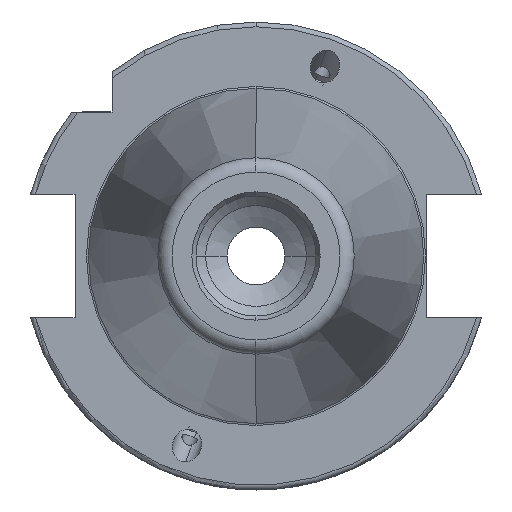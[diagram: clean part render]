
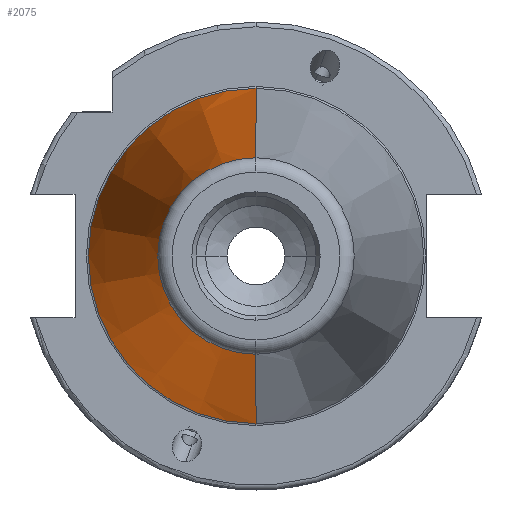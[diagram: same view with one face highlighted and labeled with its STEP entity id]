
A CAD part, left-side view. The second image highlights one B-rep face of the part: STEP entity #2075.
In plain terms, the highlighted conical face has half-angle 8.297 degrees and reference radius 34.925 mm.
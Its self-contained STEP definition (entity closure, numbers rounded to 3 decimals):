
#83 = VERTEX_POINT ( 'NONE', #1461 ) ;
#742 = CARTESIAN_POINT ( 'NONE',  ( -99.183, 0., 0. ) ) ;
#745 = DIRECTION ( 'NONE',  ( 0.99, 0.144, 0. ) ) ;
#884 = ORIENTED_EDGE ( 'NONE', *, *, #8648, .T. ) ;
#1112 = ORIENTED_EDGE ( 'NONE', *, *, #4575, .F. ) ;
#1243 = DIRECTION ( 'NONE',  ( 0.99, -0.144, 0. ) ) ;
#1303 = LINE ( 'NONE', #8386, #5023 ) ;
#1449 = LINE ( 'NONE', #5535, #4140 ) ;
#1461 = CARTESIAN_POINT ( 'NONE',  ( 0., 34.925, 0. ) ) ;
#1617 = EDGE_CURVE ( 'NONE', #7965, #2849, #1303, .T. ) ;
#1653 = DIRECTION ( 'NONE',  ( 0., -1., 0. ) ) ;
#2075 = ADVANCED_FACE ( 'NONE', ( #5620 ), #9593, .T. ) ;
#2248 = CIRCLE ( 'NONE', #3578, 34.925 ) ;
#2849 = VERTEX_POINT ( 'NONE', #4612 ) ;
#3396 = ORIENTED_EDGE ( 'NONE', *, *, #1617, .T. ) ;
#3578 = AXIS2_PLACEMENT_3D ( 'NONE', #6377, #9571, #1653 ) ;
#3937 = AXIS2_PLACEMENT_3D ( 'NONE', #8757, #6350, #8032 ) ;
#4140 = VECTOR ( 'NONE', #745, 1000. ) ;
#4417 = CARTESIAN_POINT ( 'NONE',  ( -99.183, 20.461, 0. ) ) ;
#4575 = EDGE_CURVE ( 'NONE', #5446, #83, #1449, .T. ) ;
#4612 = CARTESIAN_POINT ( 'NONE',  ( 0., -34.925, 0. ) ) ;
#5023 = VECTOR ( 'NONE', #1243, 1000. ) ;
#5098 = DIRECTION ( 'NONE',  ( -1., 0., 0. ) ) ;
#5165 = CIRCLE ( 'NONE', #10177, 20.461 ) ;
#5319 = CARTESIAN_POINT ( 'NONE',  ( -99.183, -20.461, 0. ) ) ;
#5446 = VERTEX_POINT ( 'NONE', #4417 ) ;
#5535 = CARTESIAN_POINT ( 'NONE',  ( 0., 34.925, 0. ) ) ;
#5620 = FACE_OUTER_BOUND ( 'NONE', #9789, .T. ) ;
#6350 = DIRECTION ( 'NONE',  ( 1., 0., 0. ) ) ;
#6377 = CARTESIAN_POINT ( 'NONE',  ( 0., 0., 0. ) ) ;
#6783 = EDGE_CURVE ( 'NONE', #7965, #5446, #5165, .T. ) ;
#7273 = ORIENTED_EDGE ( 'NONE', *, *, #6783, .F. ) ;
#7965 = VERTEX_POINT ( 'NONE', #5319 ) ;
#8032 = DIRECTION ( 'NONE',  ( 0., 1., 0. ) ) ;
#8386 = CARTESIAN_POINT ( 'NONE',  ( 0., -34.925, 0. ) ) ;
#8648 = EDGE_CURVE ( 'NONE', #2849, #83, #2248, .T. ) ;
#8757 = CARTESIAN_POINT ( 'NONE',  ( 0., 0., 0. ) ) ;
#9125 = DIRECTION ( 'NONE',  ( 0., -1., 0. ) ) ;
#9571 = DIRECTION ( 'NONE',  ( -1., 0., 0. ) ) ;
#9593 = CONICAL_SURFACE ( 'NONE', #3937, 34.925, 0.145 ) ;
#9789 = EDGE_LOOP ( 'NONE', ( #7273, #3396, #884, #1112 ) ) ;
#10177 = AXIS2_PLACEMENT_3D ( 'NONE', #742, #5098, #9125 ) ;
